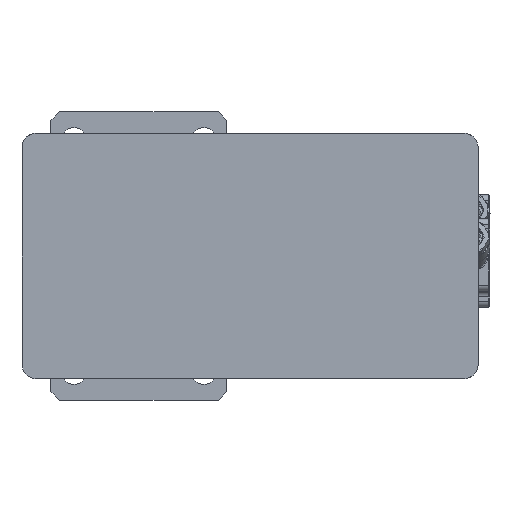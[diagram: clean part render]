
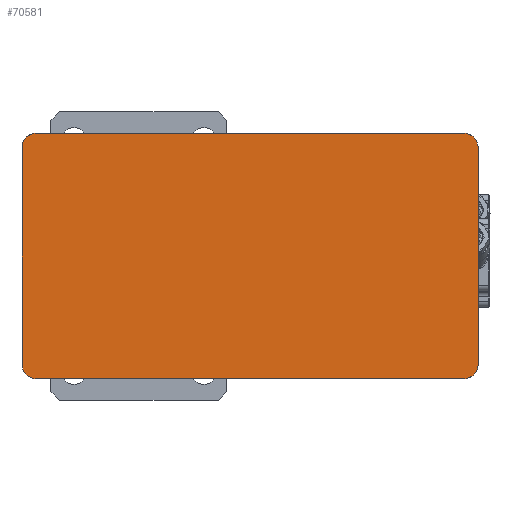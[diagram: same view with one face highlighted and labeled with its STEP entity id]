
A CAD part, front view. The second image highlights one B-rep face of the part: STEP entity #70581.
In plain terms, the highlighted face is planar.
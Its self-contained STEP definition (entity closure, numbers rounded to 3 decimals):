
#980 = DIRECTION ( 'NONE',  ( 0., 0., -1. ) ) ;
#1447 = DIRECTION ( 'NONE',  ( 0., 0., -1. ) ) ;
#1613 = AXIS2_PLACEMENT_3D ( 'NONE', #82488, #5999, #12392 ) ;
#1713 = VECTOR ( 'NONE', #49409, 1000. ) ;
#2146 = DIRECTION ( 'NONE',  ( -1., 0., 0. ) ) ;
#3843 = ORIENTED_EDGE ( 'NONE', *, *, #6494, .T. ) ;
#5295 = VERTEX_POINT ( 'NONE', #24696 ) ;
#5999 = DIRECTION ( 'NONE',  ( 0., 0., -1. ) ) ;
#6494 = EDGE_CURVE ( 'NONE', #60118, #8537, #24336, .T. ) ;
#6663 = EDGE_CURVE ( 'NONE', #8537, #27149, #67007, .T. ) ;
#8537 = VERTEX_POINT ( 'NONE', #53157 ) ;
#9526 = CARTESIAN_POINT ( 'NONE',  ( -37.5, -40.5, -83. ) ) ;
#11926 = DIRECTION ( 'NONE',  ( 0., -1., 0. ) ) ;
#12392 = DIRECTION ( 'NONE',  ( -1., 0., 0. ) ) ;
#12919 = DIRECTION ( 'NONE',  ( 1., 0., 0. ) ) ;
#13043 = ORIENTED_EDGE ( 'NONE', *, *, #39842, .T. ) ;
#14500 = CIRCLE ( 'NONE', #15934, 5. ) ;
#15596 = ORIENTED_EDGE ( 'NONE', *, *, #73939, .T. ) ;
#15736 = LINE ( 'NONE', #23010, #1713 ) ;
#15934 = AXIS2_PLACEMENT_3D ( 'NONE', #42280, #55041, #20488 ) ;
#18329 = CARTESIAN_POINT ( 'NONE',  ( 37.5, 117.5, -83. ) ) ;
#20370 = CARTESIAN_POINT ( 'NONE',  ( -37.5, 117.5, -83. ) ) ;
#20488 = DIRECTION ( 'NONE',  ( -1., 0., 0. ) ) ;
#20558 = FACE_OUTER_BOUND ( 'NONE', #46667, .T. ) ;
#22269 = EDGE_CURVE ( 'NONE', #42315, #60118, #47479, .T. ) ;
#23010 = CARTESIAN_POINT ( 'NONE',  ( 37.5, -40.5, -83. ) ) ;
#24336 = CIRCLE ( 'NONE', #75401, 5. ) ;
#24696 = CARTESIAN_POINT ( 'NONE',  ( 37.5, -40.5, -83. ) ) ;
#25536 = CIRCLE ( 'NONE', #29860, 5. ) ;
#26220 = EDGE_CURVE ( 'NONE', #50505, #42315, #25536, .T. ) ;
#27149 = VERTEX_POINT ( 'NONE', #30555 ) ;
#29860 = AXIS2_PLACEMENT_3D ( 'NONE', #77515, #980, #69318 ) ;
#29863 = VERTEX_POINT ( 'NONE', #9526 ) ;
#30555 = CARTESIAN_POINT ( 'NONE',  ( 42.5, -35.5, -83. ) ) ;
#33625 = CARTESIAN_POINT ( 'NONE',  ( -42.5, 112.5, -83. ) ) ;
#33702 = VECTOR ( 'NONE', #12919, 1000. ) ;
#34574 = ORIENTED_EDGE ( 'NONE', *, *, #86970, .T. ) ;
#35607 = DIRECTION ( 'NONE',  ( -1., 0., 0. ) ) ;
#36764 = DIRECTION ( 'NONE',  ( 0., 0., -1. ) ) ;
#38462 = VECTOR ( 'NONE', #87579, 1000. ) ;
#39820 = CIRCLE ( 'NONE', #76255, 5. ) ;
#39842 = EDGE_CURVE ( 'NONE', #29863, #88661, #14500, .T. ) ;
#40490 = ORIENTED_EDGE ( 'NONE', *, *, #55548, .T. ) ;
#42280 = CARTESIAN_POINT ( 'NONE',  ( -37.5, -35.5, -83. ) ) ;
#42315 = VERTEX_POINT ( 'NONE', #20370 ) ;
#44229 = CARTESIAN_POINT ( 'NONE',  ( 37.5, 112.5, -83. ) ) ;
#46667 = EDGE_LOOP ( 'NONE', ( #13043, #40490, #78548, #64250, #3843, #77009, #15596, #34574 ) ) ;
#47479 = LINE ( 'NONE', #79163, #33702 ) ;
#49409 = DIRECTION ( 'NONE',  ( -1., 0., 0. ) ) ;
#50505 = VERTEX_POINT ( 'NONE', #33625 ) ;
#51916 = VECTOR ( 'NONE', #11926, 1000. ) ;
#53157 = CARTESIAN_POINT ( 'NONE',  ( 42.5, 112.5, -83. ) ) ;
#54680 = LINE ( 'NONE', #68826, #38462 ) ;
#55041 = DIRECTION ( 'NONE',  ( 0., 0., -1. ) ) ;
#55548 = EDGE_CURVE ( 'NONE', #88661, #50505, #54680, .T. ) ;
#58149 = CARTESIAN_POINT ( 'NONE',  ( 37.5, -35.5, -83. ) ) ;
#60118 = VERTEX_POINT ( 'NONE', #18329 ) ;
#64250 = ORIENTED_EDGE ( 'NONE', *, *, #22269, .T. ) ;
#67007 = LINE ( 'NONE', #74302, #51916 ) ;
#67908 = PLANE ( 'NONE',  #1613 ) ;
#68826 = CARTESIAN_POINT ( 'NONE',  ( -42.5, -35.5, -83. ) ) ;
#69318 = DIRECTION ( 'NONE',  ( -1., 0., 0. ) ) ;
#70581 = ADVANCED_FACE ( 'NONE', ( #20558 ), #67908, .T. ) ;
#73939 = EDGE_CURVE ( 'NONE', #27149, #5295, #39820, .T. ) ;
#74302 = CARTESIAN_POINT ( 'NONE',  ( 42.5, 112.5, -83. ) ) ;
#75401 = AXIS2_PLACEMENT_3D ( 'NONE', #44229, #1447, #35607 ) ;
#76255 = AXIS2_PLACEMENT_3D ( 'NONE', #58149, #36764, #2146 ) ;
#77009 = ORIENTED_EDGE ( 'NONE', *, *, #6663, .T. ) ;
#77515 = CARTESIAN_POINT ( 'NONE',  ( -37.5, 112.5, -83. ) ) ;
#78548 = ORIENTED_EDGE ( 'NONE', *, *, #26220, .T. ) ;
#79163 = CARTESIAN_POINT ( 'NONE',  ( -37.5, 117.5, -83. ) ) ;
#82488 = CARTESIAN_POINT ( 'NONE',  ( -37.5, -35.5, -83. ) ) ;
#86970 = EDGE_CURVE ( 'NONE', #5295, #29863, #15736, .T. ) ;
#87579 = DIRECTION ( 'NONE',  ( 0., 1., 0. ) ) ;
#88661 = VERTEX_POINT ( 'NONE', #88745 ) ;
#88745 = CARTESIAN_POINT ( 'NONE',  ( -42.5, -35.5, -83. ) ) ;
